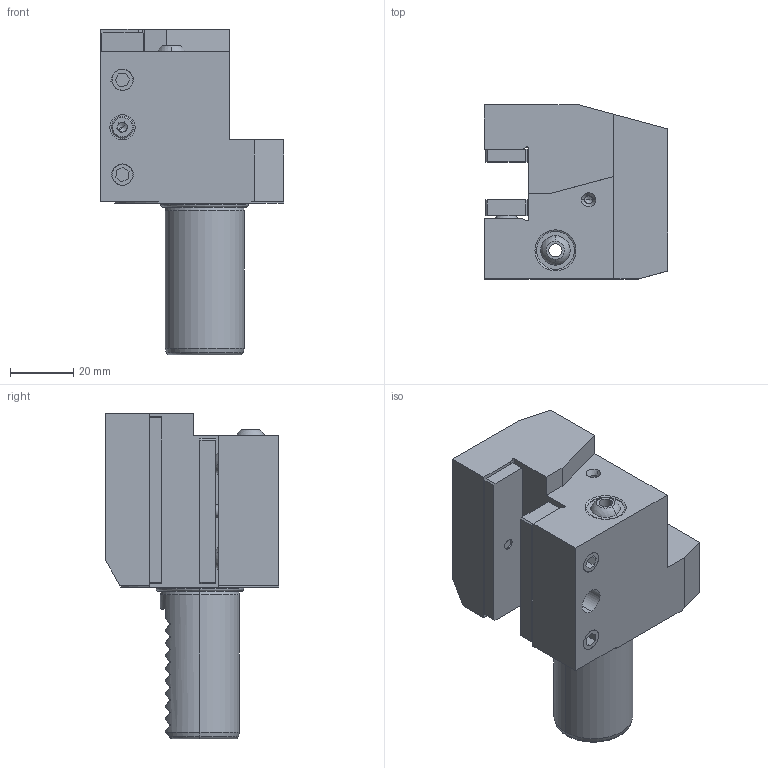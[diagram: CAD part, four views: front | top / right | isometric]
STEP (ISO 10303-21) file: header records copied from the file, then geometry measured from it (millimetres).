
FILE_DESCRIPTION (( 'STEP AP203' ), '1' );
FILE_NAME ('STEP.STEP', '2020-05-12T05:36:36', ( '' ), ( '' ), 'SwSTEP 2.0', 'SolidWorks 2017', '' );
FILE_SCHEMA (( 'CONFIG_CONTROL_DESIGN' ));
Length unit declared in the file: millimetre
Products named in the file (1): STEP
Bounding box: 58 x 55 x 103 mm (x, y, z)
Volume: 140468.7 mm3; surface area: 31194.4 mm2
Topology: 11 solids, 11 shells, 267 faces, 652 edges, 406 vertices
Faces by surface type: plane 137, cylinder 66, cone 41, torus 17, sphere 4, bspline 2
Entity records: 9948 total; most frequent: CARTESIAN_POINT 3695, DIRECTION 1302, ORIENTED_EDGE 1268, EDGE_CURVE 634, AXIS2_PLACEMENT_3D 473, VERTEX_POINT 400, VECTOR 356, LINE 356
